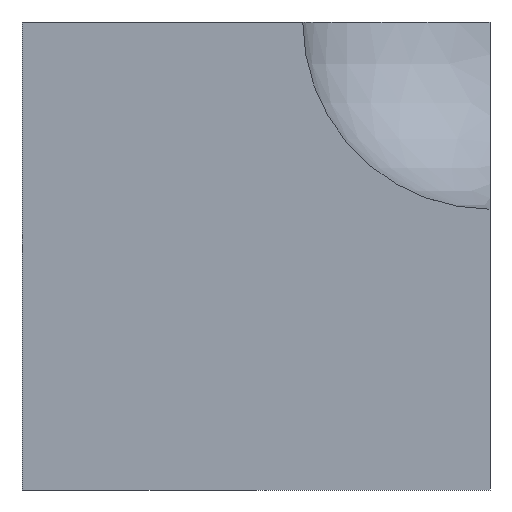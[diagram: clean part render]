
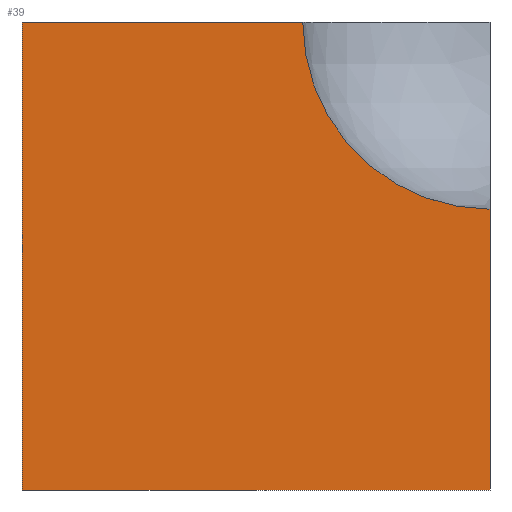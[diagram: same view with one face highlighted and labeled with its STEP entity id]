
A CAD part, left-side view. The second image highlights one B-rep face of the part: STEP entity #39.
In plain terms, the highlighted planar face has unit normal (-1, 0, 0).
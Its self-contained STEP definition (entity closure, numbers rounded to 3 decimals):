
#35=CIRCLE('',#146,4.);
#39=ADVANCED_FACE('',(#52),#46,.F.);
#46=PLANE('',#147);
#52=FACE_OUTER_BOUND('',#59,.T.);
#59=EDGE_LOOP('',(#69,#70,#71,#72,#73));
#69=ORIENTED_EDGE('',*,*,#109,.F.);
#70=ORIENTED_EDGE('',*,*,#110,.T.);
#71=ORIENTED_EDGE('',*,*,#111,.F.);
#72=ORIENTED_EDGE('',*,*,#106,.T.);
#73=ORIENTED_EDGE('',*,*,#112,.T.);
#96=VERTEX_POINT('',#192);
#97=VERTEX_POINT('',#194);
#99=VERTEX_POINT('',#200);
#100=VERTEX_POINT('',#201);
#101=VERTEX_POINT('',#203);
#106=EDGE_CURVE('',#97,#96,#121,.T.);
#109=EDGE_CURVE('',#99,#100,#124,.T.);
#110=EDGE_CURVE('',#99,#101,#35,.T.);
#111=EDGE_CURVE('',#97,#101,#125,.T.);
#112=EDGE_CURVE('',#96,#100,#126,.T.);
#121=LINE('',#193,#133);
#124=LINE('',#199,#136);
#125=LINE('',#204,#137);
#126=LINE('',#205,#138);
#133=VECTOR('',#158,1.);
#136=VECTOR('',#163,1.);
#137=VECTOR('',#166,1.);
#138=VECTOR('',#167,1.);
#146=AXIS2_PLACEMENT_3D('',#202,#164,#165);
#147=AXIS2_PLACEMENT_3D('',#206,#168,#169);
#158=DIRECTION('',(0.,0.,-1.));
#163=DIRECTION('',(0.,0.,-1.));
#164=DIRECTION('',(1.,0.,0.));
#165=DIRECTION('',(0.,0.,-1.));
#166=DIRECTION('',(0.,-1.,0.));
#167=DIRECTION('',(0.,-1.,0.));
#168=DIRECTION('',(1.,0.,0.));
#169=DIRECTION('',(0.,0.,-1.));
#192=CARTESIAN_POINT('',(0.,10.,0.));
#193=CARTESIAN_POINT('',(0.,10.,10.));
#194=CARTESIAN_POINT('',(0.,10.,10.));
#199=CARTESIAN_POINT('',(0.,0.,10.));
#200=CARTESIAN_POINT('',(0.,0.,6.));
#201=CARTESIAN_POINT('',(0.,0.,0.));
#202=CARTESIAN_POINT('',(0.,0.,10.));
#203=CARTESIAN_POINT('',(0.,4.,10.));
#204=CARTESIAN_POINT('',(0.,10.,10.));
#205=CARTESIAN_POINT('',(0.,10.,0.));
#206=CARTESIAN_POINT('',(0.,10.,10.));
